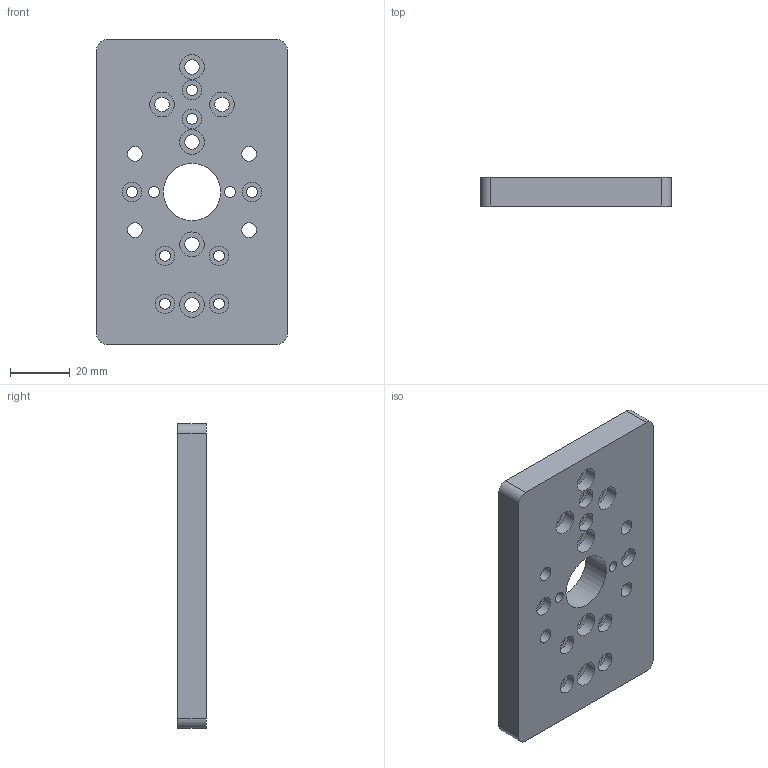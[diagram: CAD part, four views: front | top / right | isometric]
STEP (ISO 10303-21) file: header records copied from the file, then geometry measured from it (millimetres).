
FILE_DESCRIPTION (( 'STEP AP214' ), '1' );
FILE_NAME ('AFSB-550-K-CVIV.STEP', '2023-03-09T11:23:02', ( '' ), ( '' ), 'SwSTEP 2.0', 'SolidWorks 2021', '' );
FILE_SCHEMA (( 'AUTOMOTIVE_DESIGN' ));
Length unit declared in the file: inch
Products named in the file (1): AFSB-550-K-CVIV
Bounding box: 63.5 x 9.53 x 101.6 mm (x, y, z)
Volume: 54500.1 mm3; surface area: 18419.2 mm2
Topology: 1 solids, 1 shells, 59 faces, 129 edges, 86 vertices
Faces by surface type: cylinder 39, plane 20
Full cylindrical faces by diameter (mm): 3.6 x8, 3.68 x2, 4.8 x6, 4.976 x4, 6.5 x8, 8.25 x6, 19.05 x1
Entity records: 1610 total; most frequent: DIRECTION 292, CARTESIAN_POINT 240, ORIENTED_EDGE 188, EDGE_LOOP 150, AXIS2_PLACEMENT_3D 138, EDGE_CURVE 94, FACE_OUTER_BOUND 94, VERTEX_POINT 86
